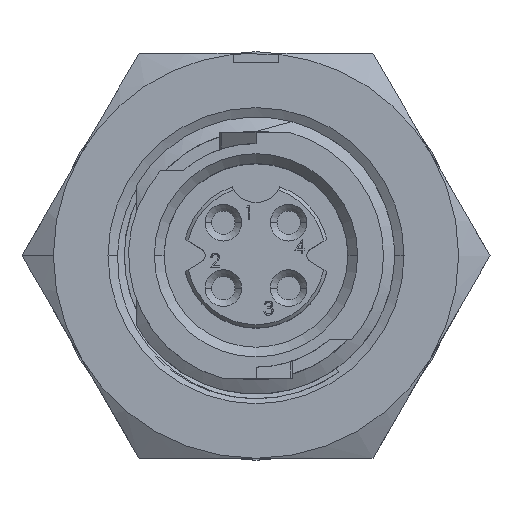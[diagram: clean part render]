
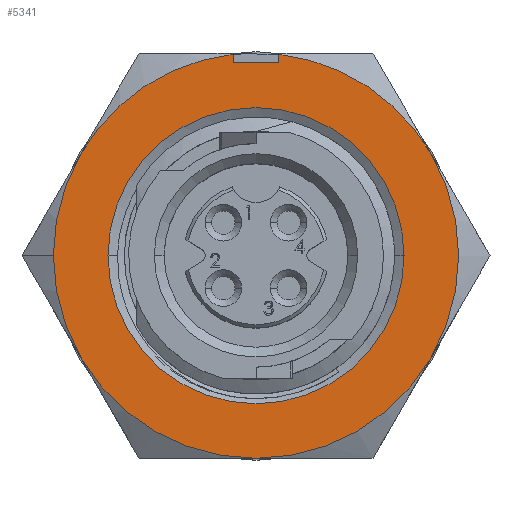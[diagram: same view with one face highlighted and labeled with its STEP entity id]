
A CAD part, top view. The second image highlights one B-rep face of the part: STEP entity #5341.
In plain terms, the highlighted planar face has unit normal (0, 0, 1).
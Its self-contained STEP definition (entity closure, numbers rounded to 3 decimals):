
#523 = DIRECTION ( 'NONE',  ( 0., -1., 0. ) ) ;
#744 = CARTESIAN_POINT ( 'NONE',  ( -6.819, -3.937, 10.236 ) ) ;
#991 = CARTESIAN_POINT ( 'NONE',  ( 0.889, -7.824, 10.236 ) ) ;
#1017 = ORIENTED_EDGE ( 'NONE', *, *, #12087, .F. ) ;
#1100 = CARTESIAN_POINT ( 'NONE',  ( 0., 0., 10.236 ) ) ;
#1419 = DIRECTION ( 'NONE',  ( 0., 0., -1. ) ) ;
#1489 = DIRECTION ( 'NONE',  ( 0., 0., -1. ) ) ;
#1515 = DIRECTION ( 'NONE',  ( 1., 0., 0. ) ) ;
#1545 = CIRCLE ( 'NONE', #17561, 7.874 ) ;
#1548 = VERTEX_POINT ( 'NONE', #991 ) ;
#2064 = DIRECTION ( 'NONE',  ( 0., 1., 0. ) ) ;
#2085 = CARTESIAN_POINT ( 'NONE',  ( 5.753, 0., 10.236 ) ) ;
#2133 = CARTESIAN_POINT ( 'NONE',  ( 0., 0., 10.236 ) ) ;
#2267 = LINE ( 'NONE', #15137, #17300 ) ;
#2439 = VECTOR ( 'NONE', #2064, 1000. ) ;
#2799 = ORIENTED_EDGE ( 'NONE', *, *, #11134, .F. ) ;
#3355 = DIRECTION ( 'NONE',  ( 0., 0., -1. ) ) ;
#3469 = CARTESIAN_POINT ( 'NONE',  ( 0., 15.748, 10.236 ) ) ;
#3481 = ORIENTED_EDGE ( 'NONE', *, *, #11289, .F. ) ;
#3555 = CARTESIAN_POINT ( 'NONE',  ( 0., 0., 10.236 ) ) ;
#3618 = AXIS2_PLACEMENT_3D ( 'NONE', #3555, #16898, #18133 ) ;
#3622 = ORIENTED_EDGE ( 'NONE', *, *, #10815, .F. ) ;
#4094 = EDGE_CURVE ( 'NONE', #11277, #16245, #8816, .T. ) ;
#4255 = DIRECTION ( 'NONE',  ( 1., 0., 0. ) ) ;
#4259 = CARTESIAN_POINT ( 'NONE',  ( 0., 0., 10.236 ) ) ;
#4355 = VERTEX_POINT ( 'NONE', #2085 ) ;
#4431 = VERTEX_POINT ( 'NONE', #13641 ) ;
#4738 = LINE ( 'NONE', #13799, #2439 ) ;
#4754 = EDGE_LOOP ( 'NONE', ( #15869, #2799, #3481, #1017, #9579, #3622, #11061, #17398, #6441, #15211 ) ) ;
#5009 = CARTESIAN_POINT ( 'NONE',  ( 6.819, -3.937, 10.236 ) ) ;
#5325 = CARTESIAN_POINT ( 'NONE',  ( 0., 0., 10.236 ) ) ;
#5341 = ADVANCED_FACE ( 'NONE', ( #9161, #11926 ), #13511, .F. ) ;
#5360 = VERTEX_POINT ( 'NONE', #14661 ) ;
#5527 = CARTESIAN_POINT ( 'NONE',  ( -0.889, -8.938, 10.236 ) ) ;
#5796 = DIRECTION ( 'NONE',  ( 0., 0., -1. ) ) ;
#5811 = CIRCLE ( 'NONE', #8512, 7.874 ) ;
#5831 = DIRECTION ( 'NONE',  ( 0., 0., -1. ) ) ;
#6441 = ORIENTED_EDGE ( 'NONE', *, *, #12305, .F. ) ;
#6508 = DIRECTION ( 'NONE',  ( 0., 0., -1. ) ) ;
#6941 = LINE ( 'NONE', #5527, #13440 ) ;
#7053 = DIRECTION ( 'NONE',  ( 1., 0., 0. ) ) ;
#7865 = DIRECTION ( 'NONE',  ( -1., 0., 0. ) ) ;
#7915 = DIRECTION ( 'NONE',  ( 1., 0., 0. ) ) ;
#8025 = EDGE_LOOP ( 'NONE', ( #16587, #10753 ) ) ;
#8112 = CARTESIAN_POINT ( 'NONE',  ( 6.819, 3.937, 10.236 ) ) ;
#8447 = CARTESIAN_POINT ( 'NONE',  ( 0., 0., 10.236 ) ) ;
#8512 = AXIS2_PLACEMENT_3D ( 'NONE', #8447, #16958, #15822 ) ;
#8537 = CIRCLE ( 'NONE', #11541, 7.874 ) ;
#8728 = EDGE_CURVE ( 'NONE', #11250, #11277, #14861, .T. ) ;
#8816 = CIRCLE ( 'NONE', #10326, 7.874 ) ;
#9015 = DIRECTION ( 'NONE',  ( 0., -1., 0. ) ) ;
#9131 = DIRECTION ( 'NONE',  ( 1., 0., 0. ) ) ;
#9161 = FACE_BOUND ( 'NONE', #8025, .T. ) ;
#9193 = EDGE_CURVE ( 'NONE', #17200, #17630, #5811, .T. ) ;
#9244 = DIRECTION ( 'NONE',  ( 0., 0., -1. ) ) ;
#9579 = ORIENTED_EDGE ( 'NONE', *, *, #10424, .F. ) ;
#9635 = CARTESIAN_POINT ( 'NONE',  ( -6.819, 3.937, 10.236 ) ) ;
#9974 = CIRCLE ( 'NONE', #3618, 5.753 ) ;
#10326 = AXIS2_PLACEMENT_3D ( 'NONE', #2133, #6508, #7915 ) ;
#10424 = EDGE_CURVE ( 'NONE', #13662, #1548, #15372, .T. ) ;
#10753 = ORIENTED_EDGE ( 'NONE', *, *, #14755, .T. ) ;
#10815 = EDGE_CURVE ( 'NONE', #4431, #13662, #14662, .T. ) ;
#10907 = AXIS2_PLACEMENT_3D ( 'NONE', #14141, #5831, #7053 ) ;
#10941 = AXIS2_PLACEMENT_3D ( 'NONE', #3469, #9244, #523 ) ;
#10991 = DIRECTION ( 'NONE',  ( 0., 0., -1. ) ) ;
#11061 = ORIENTED_EDGE ( 'NONE', *, *, #11864, .F. ) ;
#11134 = EDGE_CURVE ( 'NONE', #15830, #11250, #6941, .T. ) ;
#11250 = VERTEX_POINT ( 'NONE', #13096 ) ;
#11277 = VERTEX_POINT ( 'NONE', #744 ) ;
#11289 = EDGE_CURVE ( 'NONE', #16248, #15830, #2267, .T. ) ;
#11459 = CARTESIAN_POINT ( 'NONE',  ( 0., 0., 10.236 ) ) ;
#11541 = AXIS2_PLACEMENT_3D ( 'NONE', #4259, #5796, #1515 ) ;
#11864 = EDGE_CURVE ( 'NONE', #17630, #4431, #8537, .T. ) ;
#11926 = FACE_OUTER_BOUND ( 'NONE', #4754, .T. ) ;
#12087 = EDGE_CURVE ( 'NONE', #1548, #16248, #4738, .T. ) ;
#12305 = EDGE_CURVE ( 'NONE', #16245, #17200, #1545, .T. ) ;
#12517 = DIRECTION ( 'NONE',  ( 1., 0., 0. ) ) ;
#12792 = EDGE_CURVE ( 'NONE', #5360, #4355, #15423, .T. ) ;
#13096 = CARTESIAN_POINT ( 'NONE',  ( -0.889, -7.824, 10.236 ) ) ;
#13440 = VECTOR ( 'NONE', #9015, 1000. ) ;
#13511 = PLANE ( 'NONE',  #10941 ) ;
#13641 = CARTESIAN_POINT ( 'NONE',  ( 7.874, 0., 10.236 ) ) ;
#13662 = VERTEX_POINT ( 'NONE', #5009 ) ;
#13799 = CARTESIAN_POINT ( 'NONE',  ( 0.889, -8.938, 10.236 ) ) ;
#14141 = CARTESIAN_POINT ( 'NONE',  ( 0., 0., 10.236 ) ) ;
#14661 = CARTESIAN_POINT ( 'NONE',  ( -5.753, 0., 10.236 ) ) ;
#14662 = CIRCLE ( 'NONE', #18307, 7.874 ) ;
#14755 = EDGE_CURVE ( 'NONE', #4355, #5360, #9974, .T. ) ;
#14791 = AXIS2_PLACEMENT_3D ( 'NONE', #5325, #10991, #12517 ) ;
#14861 = CIRCLE ( 'NONE', #10907, 7.874 ) ;
#15137 = CARTESIAN_POINT ( 'NONE',  ( 0.889, -7.493, 10.236 ) ) ;
#15201 = CARTESIAN_POINT ( 'NONE',  ( 0., 7.874, 10.236 ) ) ;
#15211 = ORIENTED_EDGE ( 'NONE', *, *, #4094, .F. ) ;
#15372 = CIRCLE ( 'NONE', #14791, 7.874 ) ;
#15423 = CIRCLE ( 'NONE', #17869, 5.753 ) ;
#15822 = DIRECTION ( 'NONE',  ( 1., 0., 0. ) ) ;
#15830 = VERTEX_POINT ( 'NONE', #17346 ) ;
#15869 = ORIENTED_EDGE ( 'NONE', *, *, #8728, .F. ) ;
#16245 = VERTEX_POINT ( 'NONE', #9635 ) ;
#16248 = VERTEX_POINT ( 'NONE', #18546 ) ;
#16587 = ORIENTED_EDGE ( 'NONE', *, *, #12792, .T. ) ;
#16898 = DIRECTION ( 'NONE',  ( 0., 0., -1. ) ) ;
#16958 = DIRECTION ( 'NONE',  ( 0., 0., -1. ) ) ;
#17200 = VERTEX_POINT ( 'NONE', #15201 ) ;
#17205 = CARTESIAN_POINT ( 'NONE',  ( 0., 0., 10.236 ) ) ;
#17300 = VECTOR ( 'NONE', #7865, 1000. ) ;
#17310 = DIRECTION ( 'NONE',  ( 1., 0., 0. ) ) ;
#17346 = CARTESIAN_POINT ( 'NONE',  ( -0.889, -7.493, 10.236 ) ) ;
#17398 = ORIENTED_EDGE ( 'NONE', *, *, #9193, .F. ) ;
#17561 = AXIS2_PLACEMENT_3D ( 'NONE', #17205, #3355, #9131 ) ;
#17630 = VERTEX_POINT ( 'NONE', #8112 ) ;
#17869 = AXIS2_PLACEMENT_3D ( 'NONE', #11459, #1419, #4255 ) ;
#18133 = DIRECTION ( 'NONE',  ( 1., 0., 0. ) ) ;
#18307 = AXIS2_PLACEMENT_3D ( 'NONE', #1100, #1489, #17310 ) ;
#18546 = CARTESIAN_POINT ( 'NONE',  ( 0.889, -7.493, 10.236 ) ) ;
